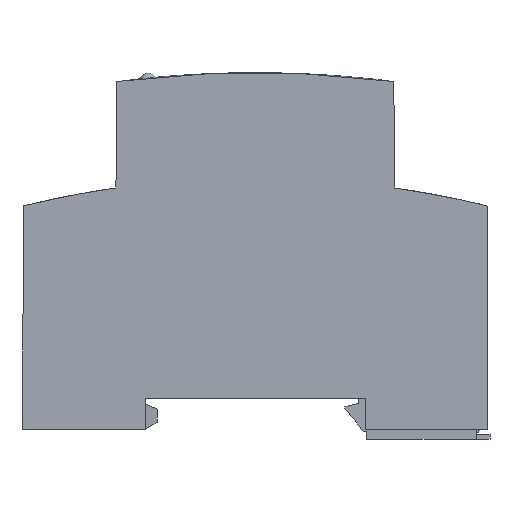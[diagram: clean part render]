
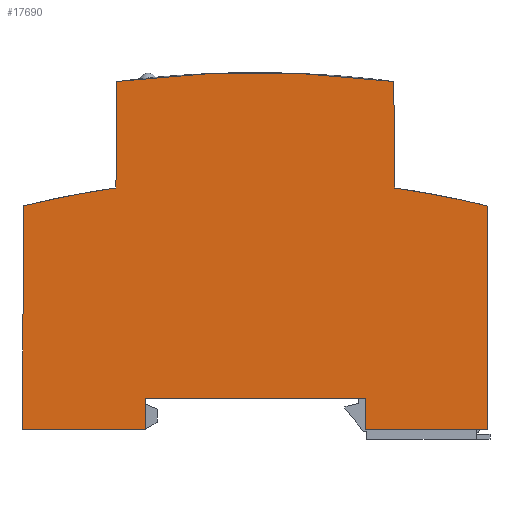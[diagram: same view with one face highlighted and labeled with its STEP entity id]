
A CAD part, left-side view. The second image highlights one B-rep face of the part: STEP entity #17690.
In plain terms, the highlighted face is planar.
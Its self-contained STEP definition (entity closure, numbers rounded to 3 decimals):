
#11550=CARTESIAN_POINT('',(47.008,72.125,
-20.256));
#11560=VERTEX_POINT('',#11550);
#11590=CARTESIAN_POINT('',(69.341,-101.444,
-20.256));
#11600=DIRECTION('',(0.,0.,-1.));
#11610=DIRECTION('',(-1.,0.,0.));
#11620=AXIS2_PLACEMENT_3D('',#11590,#11600,#11610);
#11630=CIRCLE('',#11620,175.);
#11640=CARTESIAN_POINT('',(91.675,72.125,
-20.256));
#11650=VERTEX_POINT('',#11640);
#11660=EDGE_CURVE('',#11560,#11650,#11630,.T.);
#16600=CARTESIAN_POINT('',(46.858,54.948,
-20.256));
#16610=VERTEX_POINT('',#16600);
#16640=CARTESIAN_POINT('',(46.861,55.264,
-20.256));
#16650=DIRECTION('',(-0.009,-1.,
0.));
#16660=VECTOR('',#16650,1.);
#16670=LINE('',#16640,#16660);
#16680=EDGE_CURVE('',#11560,#16610,#16670,.T.);
#16800=CARTESIAN_POINT('',(69.341,23.506,
-20.256));
#16810=DIRECTION('',(0.,0.,-1.));
#16820=DIRECTION('',(-1.,0.,0.));
#16830=AXIS2_PLACEMENT_3D('',#16800,#16810,#16820);
#16840=PLANE('',#16830);
#16850=CARTESIAN_POINT('',(69.341,-101.444,
-20.256));
#16860=DIRECTION('',(0.,0.,-1.));
#16870=DIRECTION('',(-1.,0.,0.));
#16880=AXIS2_PLACEMENT_3D('',#16850,#16860,#16870);
#16890=CIRCLE('',#16880,158.);
#16900=CARTESIAN_POINT('',(31.841,52.042,
-20.256));
#16910=VERTEX_POINT('',#16900);
#16920=EDGE_CURVE('',#16910,#16610,#16890,.T.);
#16930=ORIENTED_EDGE('',*,*,#16920,.T.);
#16940=CARTESIAN_POINT('',(31.841,55.264,
-20.256));
#16950=DIRECTION('',(0.,1.,0.));
#16960=VECTOR('',#16950,1.);
#16970=LINE('',#16940,#16960);
#16980=CARTESIAN_POINT('',(31.841,16.056,
-20.256));
#16990=VERTEX_POINT('',#16980);
#17000=EDGE_CURVE('',#16990,#16910,#16970,.T.);
#17010=ORIENTED_EDGE('',*,*,#17000,.T.);
#17020=CARTESIAN_POINT('',(45.021,16.056,
-20.256));
#17030=DIRECTION('',(1.,0.,0.));
#17040=VECTOR('',#17030,1.);
#17050=LINE('',#17020,#17040);
#17060=CARTESIAN_POINT('',(51.591,16.056,
-20.256));
#17070=VERTEX_POINT('',#17060);
#17080=EDGE_CURVE('',#16990,#17070,#17050,.T.);
#17090=ORIENTED_EDGE('',*,*,#17080,.F.);
#17100=CARTESIAN_POINT('',(51.591,55.264,
-20.256));
#17110=DIRECTION('',(0.,-1.,0.));
#17120=VECTOR('',#17110,1.);
#17130=LINE('',#17100,#17120);
#17140=CARTESIAN_POINT('',(51.591,21.056,
-20.256));
#17150=VERTEX_POINT('',#17140);
#17160=EDGE_CURVE('',#17150,#17070,#17130,.T.);
#17170=ORIENTED_EDGE('',*,*,#17160,.T.);
#17180=CARTESIAN_POINT('',(45.021,21.056,
-20.256));
#17190=DIRECTION('',(1.,0.,0.));
#17200=VECTOR('',#17190,1.);
#17210=LINE('',#17180,#17200);
#17220=CARTESIAN_POINT('',(87.091,21.056,
-20.256));
#17230=VERTEX_POINT('',#17220);
#17240=EDGE_CURVE('',#17150,#17230,#17210,.T.);
#17250=ORIENTED_EDGE('',*,*,#17240,.F.);
#17260=CARTESIAN_POINT('',(87.091,55.264,
-20.256));
#17270=DIRECTION('',(0.,-1.,0.));
#17280=VECTOR('',#17270,1.);
#17290=LINE('',#17260,#17280);
#17300=CARTESIAN_POINT('',(87.091,16.056,
-20.256));
#17310=VERTEX_POINT('',#17300);
#17320=EDGE_CURVE('',#17230,#17310,#17290,.T.);
#17330=ORIENTED_EDGE('',*,*,#17320,.F.);
#17340=CARTESIAN_POINT('',(45.021,16.056,
-20.256));
#17350=DIRECTION('',(1.,0.,0.));
#17360=VECTOR('',#17350,1.);
#17370=LINE('',#17340,#17360);
#17380=CARTESIAN_POINT('',(106.975,16.056,
-20.256));
#17390=VERTEX_POINT('',#17380);
#17400=EDGE_CURVE('',#17310,#17390,#17370,.T.);
#17410=ORIENTED_EDGE('',*,*,#17400,.F.);
#17420=CARTESIAN_POINT('',(106.633,55.264,
-20.256));
#17430=DIRECTION('',(0.009,-1.,
0.));
#17440=VECTOR('',#17430,1.);
#17450=LINE('',#17420,#17440);
#17460=CARTESIAN_POINT('',(106.661,52.086,
-20.256));
#17470=VERTEX_POINT('',#17460);
#17480=EDGE_CURVE('',#17470,#17390,#17450,.T.);
#17490=ORIENTED_EDGE('',*,*,#17480,.T.);
#17500=CARTESIAN_POINT('',(69.341,-101.444,
-20.256));
#17510=DIRECTION('',(0.,0.,-1.));
#17520=DIRECTION('',(-1.,0.,0.));
#17530=AXIS2_PLACEMENT_3D('',#17500,#17510,#17520);
#17540=CIRCLE('',#17530,158.);
#17550=CARTESIAN_POINT('',(91.825,54.948,
-20.256));
#17560=VERTEX_POINT('',#17550);
#17570=EDGE_CURVE('',#17560,#17470,#17540,.T.);
#17580=ORIENTED_EDGE('',*,*,#17570,.T.);
#17590=CARTESIAN_POINT('',(91.822,55.264,
-20.256));
#17600=DIRECTION('',(-0.009,1.,
0.));
#17610=VECTOR('',#17600,1.);
#17620=LINE('',#17590,#17610);
#17630=EDGE_CURVE('',#17560,#11650,#17620,.T.);
#17640=ORIENTED_EDGE('',*,*,#17630,.F.);
#17650=ORIENTED_EDGE('',*,*,#11660,.T.);
#17660=ORIENTED_EDGE('',*,*,#16680,.F.);
#17670=EDGE_LOOP('',(#17660,#17650,#17640,#17580,#17490,#17410,#17330,
#17250,#17170,#17090,#17010,#16930));
#17680=FACE_OUTER_BOUND('',#17670,.T.);
#17690=ADVANCED_FACE('',(#17680),#16840,.T.);
